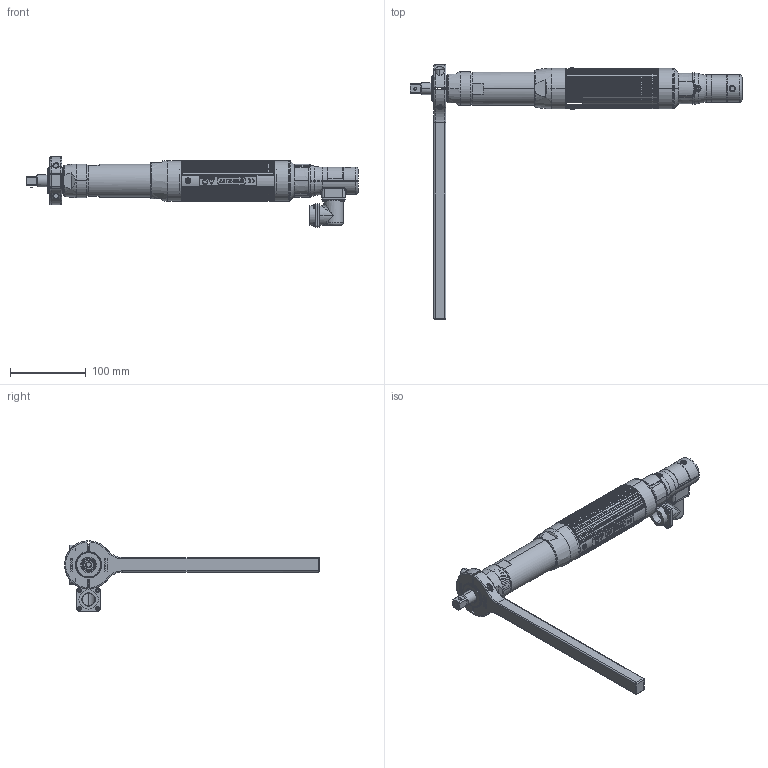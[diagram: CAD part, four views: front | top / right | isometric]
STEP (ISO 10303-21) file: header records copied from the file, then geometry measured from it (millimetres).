
FILE_DESCRIPTION((''),'2;1');
FILE_NAME('EB44MB1-120','2012-04-24T',('EJF1116'),(''),'PRO/ENGINEER BY PARAMETRIC TECHNOLOGY CORPORATION, 2010430','PRO/ENGINEER BY PARAMETRIC TECHNOLOGY CORPORATION, 2010430','');
FILE_SCHEMA(('CONFIG_CONTROL_DESIGN'));
Length unit declared in the file: inch
Products named in the file (1): EB44MB1-120
Bounding box: 438.24 x 336.55 x 92.92 mm (x, y, z)
Surface area: 149126.8 mm2 (no closed solid volume)
Topology: 0 solids, 225 shells, 728 faces, 4290 edges, 3643 vertices
Faces by surface type: cylinder 415, plane 158, bspline 62, torus 56, cone 31, sphere 4, extrusion 2
Entity records: 54485 total; most frequent: CARTESIAN_POINT 24025, DIRECTION 5803, ORIENTED_EDGE 5235, EDGE_CURVE 4290, VERTEX_POINT 3643, VECTOR 2153, LINE 2151, AXIS2_PLACEMENT_3D 1825
